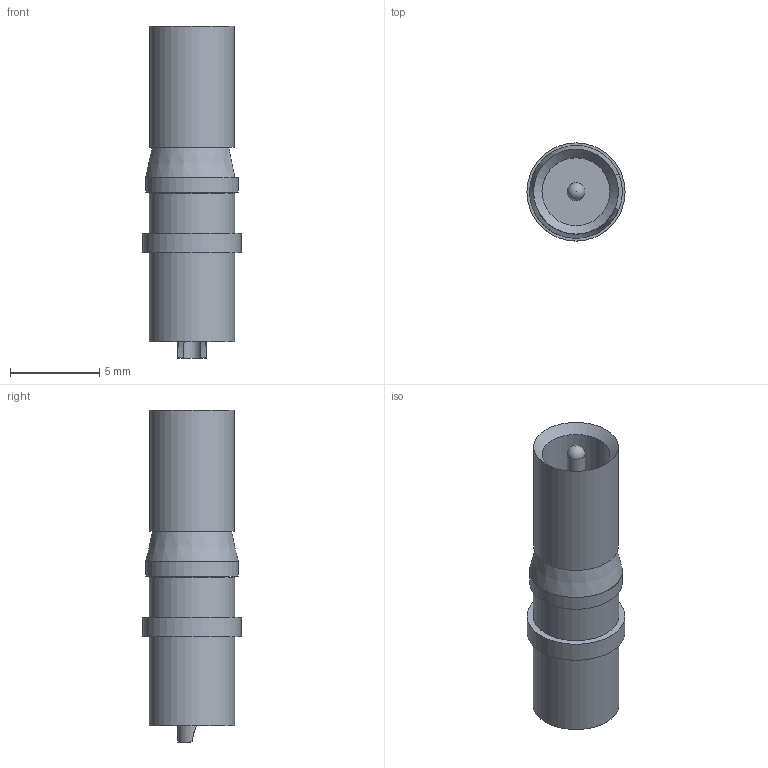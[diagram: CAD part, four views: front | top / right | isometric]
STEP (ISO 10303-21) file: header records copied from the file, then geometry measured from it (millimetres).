
FILE_DESCRIPTION(/* description */ (''),/* implementation_level */ '2;1');
FILE_NAME(/* name */ 'HARTING_09 03 000 6140.stp',/* time_stamp */ '2015-03-04T09:10:57+01:00',/* author */ ('admchouv'),/* organization */ ('SDRC'),/* preprocessor_version */ 'ST-DEVELOPER v15.5',/* originating_system */ 'AutoCAD Mechanical',/* authorisation */ 'Yes');
FILE_SCHEMA (('AUTOMOTIVE_DESIGN { 1 0 10303 214 3 1 1 }'));
Length unit declared in the file: millimetre
Products named in the file (1): Product
Bounding box: 5.5 x 5.5 x 18.6 mm (x, y, z)
Volume: 203.5 mm3; surface area: 631.8 mm2
Topology: 6 solids, 6 shells, 41 faces, 72 edges, 47 vertices
Faces by surface type: plane 22, cylinder 15, cone 3, sphere 1
Full cylindrical faces by diameter (mm): 1 x2, 1.6 x1, 2.9 x2, 3.81 x1, 4 x1, 4.75 x1, 4.8 x2, 5.2 x1, 5.5 x1
Entity records: 982 total; most frequent: CARTESIAN_POINT 202, DIRECTION 166, ORIENTED_EDGE 106, AXIS2_PLACEMENT_3D 74, EDGE_LOOP 60, EDGE_CURVE 53, VERTEX_POINT 43, FACE_OUTER_BOUND 41
